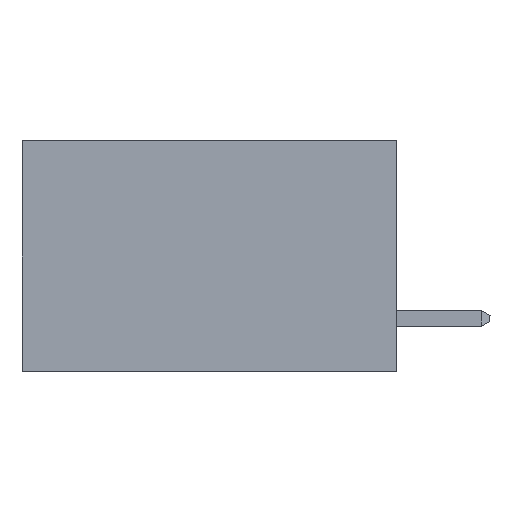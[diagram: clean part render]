
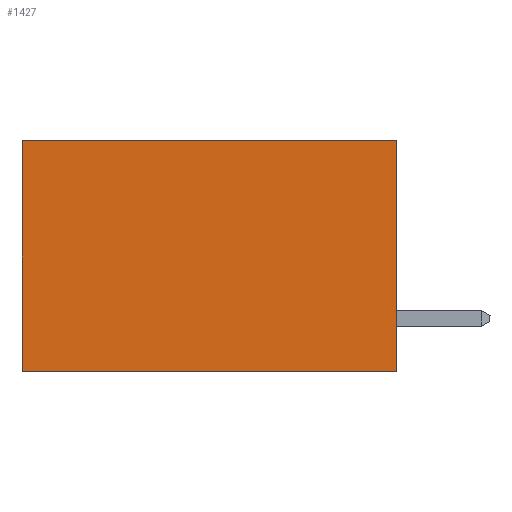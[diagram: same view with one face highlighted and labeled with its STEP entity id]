
A CAD part, left-side view. The second image highlights one B-rep face of the part: STEP entity #1427.
In plain terms, the highlighted planar face has unit normal (-1, 0, 0).
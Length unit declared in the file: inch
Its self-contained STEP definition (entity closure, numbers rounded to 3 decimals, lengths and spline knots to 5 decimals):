
#225 = FACE_OUTER_BOUND ( 'NONE', #17928, .T. ) ;
#721 = CARTESIAN_POINT ( 'NONE',  ( 0.2615, 0., 0. ) ) ;
#1427 = ADVANCED_FACE ( 'NONE', ( #225 ), #21473, .F. ) ;
#2884 = DIRECTION ( 'NONE',  ( 0., 1., 0. ) ) ;
#3512 = DIRECTION ( 'NONE',  ( 0., 0., -1. ) ) ;
#4012 = LINE ( 'NONE', #13095, #24490 ) ;
#4263 = DIRECTION ( 'NONE',  ( 0., 0., -1. ) ) ;
#7075 = VECTOR ( 'NONE', #22410, 39.37008 ) ;
#7313 = VERTEX_POINT ( 'NONE', #8478 ) ;
#7316 = VERTEX_POINT ( 'NONE', #18063 ) ;
#8376 = DIRECTION ( 'NONE',  ( 0., 1., 0. ) ) ;
#8478 = CARTESIAN_POINT ( 'NONE',  ( 0.2615, 0.6, 0. ) ) ;
#9885 = CARTESIAN_POINT ( 'NONE',  ( 0.2615, 0., -0.37 ) ) ;
#11218 = EDGE_CURVE ( 'NONE', #14610, #7316, #23798, .T. ) ;
#12504 = EDGE_CURVE ( 'NONE', #14610, #7313, #18030, .T. ) ;
#13095 = CARTESIAN_POINT ( 'NONE',  ( 0.2615, 0.6, -0.37 ) ) ;
#13977 = CARTESIAN_POINT ( 'NONE',  ( 0.2615, 0., -0.37 ) ) ;
#14610 = VERTEX_POINT ( 'NONE', #20996 ) ;
#15174 = AXIS2_PLACEMENT_3D ( 'NONE', #13977, #19685, #4263 ) ;
#17479 = LINE ( 'NONE', #9885, #23790 ) ;
#17621 = VECTOR ( 'NONE', #2884, 39.37008 ) ;
#17928 = EDGE_LOOP ( 'NONE', ( #18261, #21994, #23975, #19647 ) ) ;
#18030 = LINE ( 'NONE', #721, #17621 ) ;
#18063 = CARTESIAN_POINT ( 'NONE',  ( 0.2615, 0., -0.37 ) ) ;
#18261 = ORIENTED_EDGE ( 'NONE', *, *, #19509, .T. ) ;
#19509 = EDGE_CURVE ( 'NONE', #7313, #21551, #4012, .T. ) ;
#19647 = ORIENTED_EDGE ( 'NONE', *, *, #12504, .T. ) ;
#19685 = DIRECTION ( 'NONE',  ( 1., 0., 0. ) ) ;
#20996 = CARTESIAN_POINT ( 'NONE',  ( 0.2615, 0., 0. ) ) ;
#21473 = PLANE ( 'NONE',  #15174 ) ;
#21551 = VERTEX_POINT ( 'NONE', #24911 ) ;
#21994 = ORIENTED_EDGE ( 'NONE', *, *, #23959, .F. ) ;
#22410 = DIRECTION ( 'NONE',  ( 0., 0., -1. ) ) ;
#23790 = VECTOR ( 'NONE', #8376, 39.37008 ) ;
#23798 = LINE ( 'NONE', #24181, #7075 ) ;
#23959 = EDGE_CURVE ( 'NONE', #7316, #21551, #17479, .T. ) ;
#23975 = ORIENTED_EDGE ( 'NONE', *, *, #11218, .F. ) ;
#24181 = CARTESIAN_POINT ( 'NONE',  ( 0.2615, 0., -0.37 ) ) ;
#24490 = VECTOR ( 'NONE', #3512, 39.37008 ) ;
#24911 = CARTESIAN_POINT ( 'NONE',  ( 0.2615, 0.6, -0.37 ) ) ;
